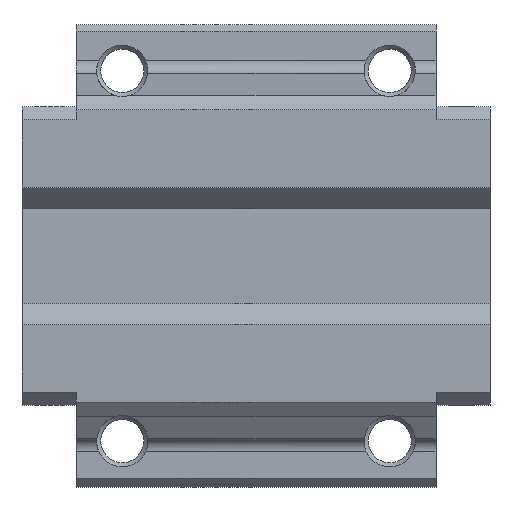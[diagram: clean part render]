
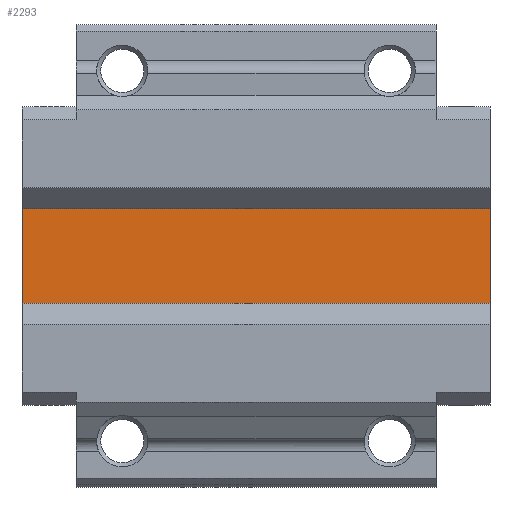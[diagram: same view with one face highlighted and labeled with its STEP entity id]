
A CAD part, front view. The second image highlights one B-rep face of the part: STEP entity #2293.
In plain terms, the highlighted planar face has unit normal (0, -1, 0).
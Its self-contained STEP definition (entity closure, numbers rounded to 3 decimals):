
#85=PLANE('',#2533);
#243=FACE_OUTER_BOUND('',#380,.T.);
#380=EDGE_LOOP('',(#1892,#1893,#1894,#1895));
#519=LINE('',#3687,#751);
#565=LINE('',#3786,#797);
#567=LINE('',#3790,#799);
#568=LINE('',#3791,#800);
#751=VECTOR('',#2972,10.);
#797=VECTOR('',#3050,10.);
#799=VECTOR('',#3054,10.);
#800=VECTOR('',#3055,10.);
#1094=VERTEX_POINT('',#3684);
#1095=VERTEX_POINT('',#3686);
#1132=VERTEX_POINT('',#3785);
#1133=VERTEX_POINT('',#3789);
#1364=EDGE_CURVE('',#1094,#1095,#519,.T.);
#1414=EDGE_CURVE('',#1095,#1132,#565,.T.);
#1416=EDGE_CURVE('',#1094,#1133,#567,.T.);
#1417=EDGE_CURVE('',#1132,#1133,#568,.T.);
#1892=ORIENTED_EDGE('',*,*,#1414,.F.);
#1893=ORIENTED_EDGE('',*,*,#1364,.F.);
#1894=ORIENTED_EDGE('',*,*,#1416,.T.);
#1895=ORIENTED_EDGE('',*,*,#1417,.F.);
#2293=ADVANCED_FACE('',(#243),#85,.F.);
#2533=AXIS2_PLACEMENT_3D('',#3788,#3052,#3053);
#2972=DIRECTION('',(0.,0.,1.));
#3050=DIRECTION('',(1.,0.,0.));
#3052=DIRECTION('center_axis',(0.,1.,0.));
#3053=DIRECTION('ref_axis',(0.,0.,1.));
#3054=DIRECTION('',(1.,0.,0.));
#3055=DIRECTION('',(0.,0.,-1.));
#3684=CARTESIAN_POINT('',(-45.5,20.,-9.3));
#3686=CARTESIAN_POINT('',(-45.5,20.,9.3));
#3687=CARTESIAN_POINT('',(-45.5,20.,4.65));
#3785=CARTESIAN_POINT('',(45.5,20.,9.3));
#3786=CARTESIAN_POINT('',(0.,20.,9.3));
#3788=CARTESIAN_POINT('Origin',(0.,20.,-9.3));
#3789=CARTESIAN_POINT('',(45.5,20.,-9.3));
#3790=CARTESIAN_POINT('',(0.,20.,-9.3));
#3791=CARTESIAN_POINT('',(45.5,20.,-4.65));
